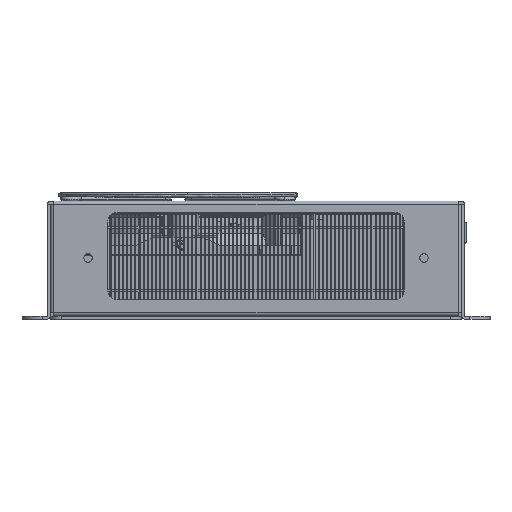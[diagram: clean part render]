
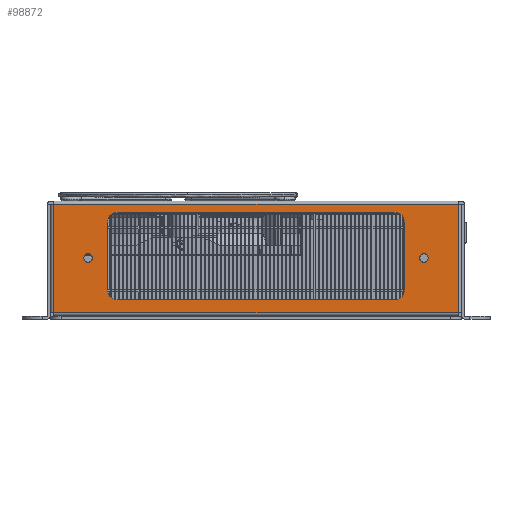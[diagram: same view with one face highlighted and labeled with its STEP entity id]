
A CAD part, left-side view. The second image highlights one B-rep face of the part: STEP entity #98872.
In plain terms, the highlighted planar face has unit normal (-1, 0, 0).
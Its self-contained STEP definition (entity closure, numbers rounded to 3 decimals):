
#2755 = VERTEX_POINT ( 'NONE', #50216 ) ;
#3442 = LINE ( 'NONE', #74677, #135848 ) ;
#4093 = DIRECTION ( 'NONE',  ( 1., 0., 0. ) ) ;
#5078 = DIRECTION ( 'NONE',  ( 0., 0., 1. ) ) ;
#5831 = FACE_BOUND ( 'NONE', #67964, .T. ) ;
#6997 = VERTEX_POINT ( 'NONE', #12957 ) ;
#9741 = AXIS2_PLACEMENT_3D ( 'NONE', #12205, #95477, #36695 ) ;
#10870 = VERTEX_POINT ( 'NONE', #138958 ) ;
#11327 = CARTESIAN_POINT ( 'NONE',  ( -113.727, -68.907, -14.5 ) ) ;
#12205 = CARTESIAN_POINT ( 'NONE',  ( -113.727, -83.407, 1. ) ) ;
#12316 = DIRECTION ( 'NONE',  ( 1., 0., 0. ) ) ;
#12543 = ORIENTED_EDGE ( 'NONE', *, *, #62908, .T. ) ;
#12957 = CARTESIAN_POINT ( 'NONE',  ( -113.727, 98.573, 27.49 ) ) ;
#14013 = ORIENTED_EDGE ( 'NONE', *, *, #103836, .T. ) ;
#14629 = LINE ( 'NONE', #125898, #115362 ) ;
#16590 = CARTESIAN_POINT ( 'NONE',  ( -113.727, -68.907, 23.5 ) ) ;
#16983 = ORIENTED_EDGE ( 'NONE', *, *, #44475, .T. ) ;
#18897 = AXIS2_PLACEMENT_3D ( 'NONE', #35800, #12316, #47770 ) ;
#19995 = VECTOR ( 'NONE', #28600, 1000. ) ;
#22808 = DIRECTION ( 'NONE',  ( 1., 0., 0. ) ) ;
#23767 = VERTEX_POINT ( 'NONE', #123352 ) ;
#25536 = DIRECTION ( 'NONE',  ( 1., 0., 0. ) ) ;
#26810 = ORIENTED_EDGE ( 'NONE', *, *, #48923, .T. ) ;
#28600 = DIRECTION ( 'NONE',  ( 0., 0., 1. ) ) ;
#30633 = DIRECTION ( 'NONE',  ( 0., 0., -1. ) ) ;
#32467 = CARTESIAN_POINT ( 'NONE',  ( -113.727, 98.573, -25.99 ) ) ;
#34519 = VERTEX_POINT ( 'NONE', #43084 ) ;
#34779 = DIRECTION ( 'NONE',  ( 0., 0., 1. ) ) ;
#35603 = DIRECTION ( 'NONE',  ( 0., 0., -1. ) ) ;
#35800 = CARTESIAN_POINT ( 'NONE',  ( -113.727, -101.897, -27.5 ) ) ;
#36333 = DIRECTION ( 'NONE',  ( 1., 0., 0. ) ) ;
#36344 = EDGE_CURVE ( 'NONE', #2755, #135928, #139500, .T. ) ;
#36481 = DIRECTION ( 'NONE',  ( 0., 0., -1. ) ) ;
#36695 = DIRECTION ( 'NONE',  ( 0., 0., 1. ) ) ;
#39043 = CARTESIAN_POINT ( 'NONE',  ( -113.727, -83.407, 1. ) ) ;
#39377 = VECTOR ( 'NONE', #35603, 1000. ) ;
#42744 = VERTEX_POINT ( 'NONE', #104116 ) ;
#43084 = CARTESIAN_POINT ( 'NONE',  ( -113.727, -73.907, -14.5 ) ) ;
#43424 = CARTESIAN_POINT ( 'NONE',  ( -113.727, 72.093, 23.5 ) ) ;
#44475 = EDGE_CURVE ( 'NONE', #96246, #103786, #92704, .T. ) ;
#44816 = DIRECTION ( 'NONE',  ( 0., -1., 0. ) ) ;
#45895 = DIRECTION ( 'NONE',  ( 0., 1., 0. ) ) ;
#46083 = VECTOR ( 'NONE', #64912, 1000. ) ;
#47770 = DIRECTION ( 'NONE',  ( 0., 0., -1. ) ) ;
#48315 = DIRECTION ( 'NONE',  ( 0., 0., -1. ) ) ;
#48923 = EDGE_CURVE ( 'NONE', #10870, #109926, #68070, .T. ) ;
#49164 = CARTESIAN_POINT ( 'NONE',  ( -113.727, 72.093, -14.5 ) ) ;
#50216 = CARTESIAN_POINT ( 'NONE',  ( -113.727, 72.093, 18.5 ) ) ;
#52472 = CARTESIAN_POINT ( 'NONE',  ( -113.727, -101.897, -25.99 ) ) ;
#52968 = EDGE_CURVE ( 'NONE', #34519, #23767, #98913, .T. ) ;
#53387 = DIRECTION ( 'NONE',  ( 0., -1., 0. ) ) ;
#53728 = EDGE_CURVE ( 'NONE', #6997, #42744, #103439, .T. ) ;
#57478 = CIRCLE ( 'NONE', #104398, 2.1 ) ;
#57685 = LINE ( 'NONE', #43424, #135970 ) ;
#58792 = CARTESIAN_POINT ( 'NONE',  ( -113.727, 81.593, 1. ) ) ;
#60631 = EDGE_LOOP ( 'NONE', ( #16983, #71130 ) ) ;
#62290 = EDGE_CURVE ( 'NONE', #135928, #115963, #57685, .T. ) ;
#62908 = EDGE_CURVE ( 'NONE', #132759, #98612, #100325, .T. ) ;
#64912 = DIRECTION ( 'NONE',  ( 0., 1., 0. ) ) ;
#65476 = FACE_BOUND ( 'NONE', #152388, .T. ) ;
#67964 = EDGE_LOOP ( 'NONE', ( #97474, #12543 ) ) ;
#68070 = CIRCLE ( 'NONE', #104610, 5. ) ;
#69468 = CARTESIAN_POINT ( 'NONE',  ( -113.727, -83.407, -1.1 ) ) ;
#70137 = ORIENTED_EDGE ( 'NONE', *, *, #140286, .T. ) ;
#70977 = FACE_OUTER_BOUND ( 'NONE', #113062, .T. ) ;
#71130 = ORIENTED_EDGE ( 'NONE', *, *, #105914, .T. ) ;
#72955 = CARTESIAN_POINT ( 'NONE',  ( -113.727, 81.593, -1.1 ) ) ;
#74677 = CARTESIAN_POINT ( 'NONE',  ( -113.727, 72.093, -19.5 ) ) ;
#75832 = DIRECTION ( 'NONE',  ( 0., 0., -1. ) ) ;
#75873 = CARTESIAN_POINT ( 'NONE',  ( -113.727, 67.093, -14.5 ) ) ;
#78992 = CARTESIAN_POINT ( 'NONE',  ( -113.727, -83.407, 3.1 ) ) ;
#82060 = AXIS2_PLACEMENT_3D ( 'NONE', #11327, #36333, #48315 ) ;
#82966 = ORIENTED_EDGE ( 'NONE', *, *, #114879, .F. ) ;
#83499 = EDGE_CURVE ( 'NONE', #42744, #117251, #14629, .T. ) ;
#84918 = LINE ( 'NONE', #142697, #112841 ) ;
#85916 = CARTESIAN_POINT ( 'NONE',  ( -113.727, -68.907, 18.5 ) ) ;
#86762 = VECTOR ( 'NONE', #44816, 1000. ) ;
#87323 = DIRECTION ( 'NONE',  ( 1., 0., 0. ) ) ;
#90464 = EDGE_CURVE ( 'NONE', #117251, #140663, #146617, .T. ) ;
#92503 = ORIENTED_EDGE ( 'NONE', *, *, #142245, .T. ) ;
#92567 = LINE ( 'NONE', #99829, #19995 ) ;
#92704 = CIRCLE ( 'NONE', #9741, 2.1 ) ;
#95116 = DIRECTION ( 'NONE',  ( 1., 0., 0. ) ) ;
#95477 = DIRECTION ( 'NONE',  ( 1., 0., 0. ) ) ;
#96097 = PLANE ( 'NONE',  #18897 ) ;
#96246 = VERTEX_POINT ( 'NONE', #78992 ) ;
#97188 = DIRECTION ( 'NONE',  ( 0., 0., 1. ) ) ;
#97474 = ORIENTED_EDGE ( 'NONE', *, *, #109111, .T. ) ;
#98612 = VERTEX_POINT ( 'NONE', #111037 ) ;
#98872 = ADVANCED_FACE ( 'NONE', ( #70977, #123153, #5831, #65476 ), #96097, .F. ) ;
#98913 = CIRCLE ( 'NONE', #82060, 5. ) ;
#99829 = CARTESIAN_POINT ( 'NONE',  ( -113.727, 98.573, -27.5 ) ) ;
#100262 = CARTESIAN_POINT ( 'NONE',  ( -113.727, 67.093, 18.5 ) ) ;
#100325 = CIRCLE ( 'NONE', #153701, 2.1 ) ;
#100342 = ORIENTED_EDGE ( 'NONE', *, *, #62290, .T. ) ;
#103439 = LINE ( 'NONE', #138584, #86762 ) ;
#103786 = VERTEX_POINT ( 'NONE', #69468 ) ;
#103836 = EDGE_CURVE ( 'NONE', #127529, #34519, #147414, .T. ) ;
#104116 = CARTESIAN_POINT ( 'NONE',  ( -113.727, -100.387, 27.49 ) ) ;
#104398 = AXIS2_PLACEMENT_3D ( 'NONE', #39043, #4093, #5078 ) ;
#104610 = AXIS2_PLACEMENT_3D ( 'NONE', #75873, #148796, #113353 ) ;
#104617 = AXIS2_PLACEMENT_3D ( 'NONE', #85916, #25536, #36481 ) ;
#105914 = EDGE_CURVE ( 'NONE', #103786, #96246, #57478, .T. ) ;
#109033 = ORIENTED_EDGE ( 'NONE', *, *, #90464, .F. ) ;
#109111 = EDGE_CURVE ( 'NONE', #98612, #132759, #122021, .T. ) ;
#109926 = VERTEX_POINT ( 'NONE', #49164 ) ;
#111037 = CARTESIAN_POINT ( 'NONE',  ( -113.727, 81.593, 3.1 ) ) ;
#111604 = EDGE_CURVE ( 'NONE', #115963, #127529, #149544, .T. ) ;
#112841 = VECTOR ( 'NONE', #45895, 1000. ) ;
#113062 = EDGE_LOOP ( 'NONE', ( #144362, #82966, #109033, #154053 ) ) ;
#113353 = DIRECTION ( 'NONE',  ( 0., 0., -1. ) ) ;
#114879 = EDGE_CURVE ( 'NONE', #140663, #6997, #92567, .T. ) ;
#114939 = ORIENTED_EDGE ( 'NONE', *, *, #36344, .T. ) ;
#115362 = VECTOR ( 'NONE', #30633, 1000. ) ;
#115963 = VERTEX_POINT ( 'NONE', #16590 ) ;
#116028 = CARTESIAN_POINT ( 'NONE',  ( -113.727, 81.593, 1. ) ) ;
#117251 = VERTEX_POINT ( 'NONE', #153988 ) ;
#122021 = CIRCLE ( 'NONE', #147577, 2.1 ) ;
#123153 = FACE_BOUND ( 'NONE', #60631, .T. ) ;
#123352 = CARTESIAN_POINT ( 'NONE',  ( -113.727, -68.907, -19.5 ) ) ;
#125898 = CARTESIAN_POINT ( 'NONE',  ( -113.727, -100.387, -27.5 ) ) ;
#127529 = VERTEX_POINT ( 'NONE', #138395 ) ;
#132759 = VERTEX_POINT ( 'NONE', #72955 ) ;
#133493 = ORIENTED_EDGE ( 'NONE', *, *, #111604, .T. ) ;
#134739 = AXIS2_PLACEMENT_3D ( 'NONE', #100262, #87323, #75832 ) ;
#135848 = VECTOR ( 'NONE', #142387, 1000. ) ;
#135928 = VERTEX_POINT ( 'NONE', #140378 ) ;
#135970 = VECTOR ( 'NONE', #53387, 1000. ) ;
#138395 = CARTESIAN_POINT ( 'NONE',  ( -113.727, -73.907, 18.5 ) ) ;
#138584 = CARTESIAN_POINT ( 'NONE',  ( -113.727, 100.083, 27.49 ) ) ;
#138958 = CARTESIAN_POINT ( 'NONE',  ( -113.727, 67.093, -19.5 ) ) ;
#139500 = CIRCLE ( 'NONE', #134739, 5. ) ;
#140286 = EDGE_CURVE ( 'NONE', #109926, #2755, #3442, .T. ) ;
#140378 = CARTESIAN_POINT ( 'NONE',  ( -113.727, 67.093, 23.5 ) ) ;
#140663 = VERTEX_POINT ( 'NONE', #32467 ) ;
#142245 = EDGE_CURVE ( 'NONE', #23767, #10870, #84918, .T. ) ;
#142387 = DIRECTION ( 'NONE',  ( 0., 0., 1. ) ) ;
#142697 = CARTESIAN_POINT ( 'NONE',  ( -113.727, 72.093, -19.5 ) ) ;
#144362 = ORIENTED_EDGE ( 'NONE', *, *, #53728, .F. ) ;
#145261 = ORIENTED_EDGE ( 'NONE', *, *, #52968, .T. ) ;
#146617 = LINE ( 'NONE', #52472, #46083 ) ;
#147414 = LINE ( 'NONE', #154313, #39377 ) ;
#147577 = AXIS2_PLACEMENT_3D ( 'NONE', #58792, #95116, #97188 ) ;
#148796 = DIRECTION ( 'NONE',  ( 1., 0., 0. ) ) ;
#149544 = CIRCLE ( 'NONE', #104617, 5. ) ;
#152388 = EDGE_LOOP ( 'NONE', ( #114939, #100342, #133493, #14013, #145261, #92503, #26810, #70137 ) ) ;
#153701 = AXIS2_PLACEMENT_3D ( 'NONE', #116028, #22808, #34779 ) ;
#153988 = CARTESIAN_POINT ( 'NONE',  ( -113.727, -100.387, -25.99 ) ) ;
#154053 = ORIENTED_EDGE ( 'NONE', *, *, #83499, .F. ) ;
#154313 = CARTESIAN_POINT ( 'NONE',  ( -113.727, -73.907, -19.5 ) ) ;
